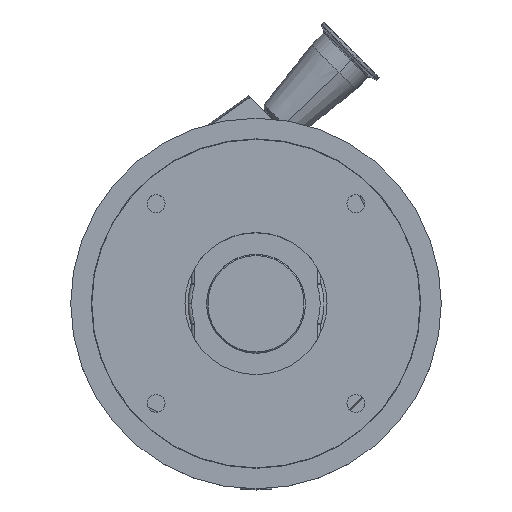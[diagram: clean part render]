
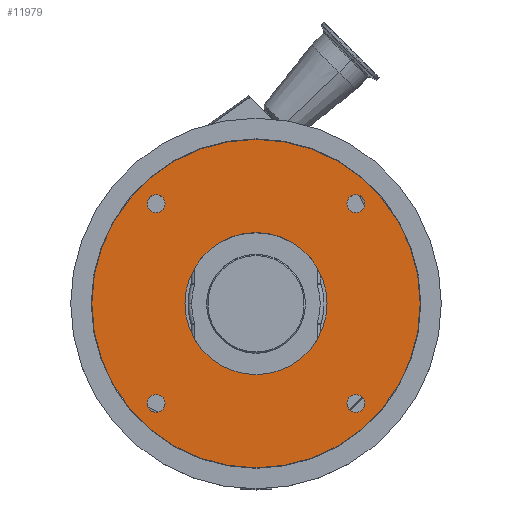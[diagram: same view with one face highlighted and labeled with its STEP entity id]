
A CAD part, top view. The second image highlights one B-rep face of the part: STEP entity #11979.
In plain terms, the highlighted planar face has unit normal (0, 0, 1).
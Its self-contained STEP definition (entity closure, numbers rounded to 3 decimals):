
#59 = EDGE_CURVE ( 'NONE', #104, #234, #8456, .T. ) ;
#92 = EDGE_CURVE ( 'NONE', #448, #1169, #5975, .T. ) ;
#104 = VERTEX_POINT ( 'NONE', #4066 ) ;
#157 = CARTESIAN_POINT ( 'NONE',  ( -80.822, -80.822, -9. ) ) ;
#234 = VERTEX_POINT ( 'NONE', #6561 ) ;
#422 = ORIENTED_EDGE ( 'NONE', *, *, #2637, .F. ) ;
#433 = DIRECTION ( 'NONE',  ( 0., 0., 1. ) ) ;
#448 = VERTEX_POINT ( 'NONE', #2069 ) ;
#635 = ORIENTED_EDGE ( 'NONE', *, *, #1817, .T. ) ;
#663 = DIRECTION ( 'NONE',  ( 1., 0., 0. ) ) ;
#749 = AXIS2_PLACEMENT_3D ( 'NONE', #9549, #5521, #663 ) ;
#846 = FACE_OUTER_BOUND ( 'NONE', #12266, .T. ) ;
#1064 = ORIENTED_EDGE ( 'NONE', *, *, #92, .F. ) ;
#1080 = CIRCLE ( 'NONE', #9983, 132.95 ) ;
#1085 = CIRCLE ( 'NONE', #6057, 7.25 ) ;
#1151 = CARTESIAN_POINT ( 'NONE',  ( 0., 0., -9. ) ) ;
#1169 = VERTEX_POINT ( 'NONE', #5394 ) ;
#1578 = FACE_BOUND ( 'NONE', #10482, .T. ) ;
#1817 = EDGE_CURVE ( 'NONE', #10122, #6460, #12181, .T. ) ;
#1826 = FACE_BOUND ( 'NONE', #11802, .T. ) ;
#1830 = DIRECTION ( 'NONE',  ( 1., 0., 0. ) ) ;
#1836 = AXIS2_PLACEMENT_3D ( 'NONE', #6727, #11579, #5620 ) ;
#2019 = DIRECTION ( 'NONE',  ( 0., 0., 1. ) ) ;
#2069 = CARTESIAN_POINT ( 'NONE',  ( -73.572, 80.822, -9. ) ) ;
#2265 = DIRECTION ( 'NONE',  ( 1., 0., 0. ) ) ;
#2402 = ORIENTED_EDGE ( 'NONE', *, *, #9932, .F. ) ;
#2531 = CARTESIAN_POINT ( 'NONE',  ( -80.822, 80.822, -9. ) ) ;
#2602 = CIRCLE ( 'NONE', #7980, 7.25 ) ;
#2637 = EDGE_CURVE ( 'NONE', #234, #104, #5393, .T. ) ;
#2872 = CARTESIAN_POINT ( 'NONE',  ( 0., 0., -9. ) ) ;
#2995 = CIRCLE ( 'NONE', #10827, 7.25 ) ;
#2998 = VERTEX_POINT ( 'NONE', #6412 ) ;
#3017 = ORIENTED_EDGE ( 'NONE', *, *, #8240, .F. ) ;
#3125 = DIRECTION ( 'NONE',  ( 1., 0., 0. ) ) ;
#3154 = ORIENTED_EDGE ( 'NONE', *, *, #7514, .F. ) ;
#3212 = DIRECTION ( 'NONE',  ( 1., 0., 0. ) ) ;
#3258 = CARTESIAN_POINT ( 'NONE',  ( -88.072, -80.822, -9. ) ) ;
#3458 = FACE_BOUND ( 'NONE', #6475, .T. ) ;
#3510 = CARTESIAN_POINT ( 'NONE',  ( 80.822, -80.822, -9. ) ) ;
#3617 = CIRCLE ( 'NONE', #4244, 7.25 ) ;
#3634 = AXIS2_PLACEMENT_3D ( 'NONE', #5000, #2019, #5967 ) ;
#3709 = CARTESIAN_POINT ( 'NONE',  ( -73.572, -80.822, -9. ) ) ;
#3713 = DIRECTION ( 'NONE',  ( 0., 0., 1. ) ) ;
#3855 = EDGE_CURVE ( 'NONE', #6460, #10122, #1080, .T. ) ;
#4066 = CARTESIAN_POINT ( 'NONE',  ( 57.5, 0., -9. ) ) ;
#4080 = DIRECTION ( 'NONE',  ( 1., 0., 0. ) ) ;
#4244 = AXIS2_PLACEMENT_3D ( 'NONE', #8951, #11977, #1830 ) ;
#4435 = DIRECTION ( 'NONE',  ( 0., 0., 1. ) ) ;
#4541 = VERTEX_POINT ( 'NONE', #6715 ) ;
#4560 = CARTESIAN_POINT ( 'NONE',  ( 0., 0., -9. ) ) ;
#4593 = DIRECTION ( 'NONE',  ( 0., 0., 1. ) ) ;
#4808 = PLANE ( 'NONE',  #7839 ) ;
#5000 = CARTESIAN_POINT ( 'NONE',  ( 80.822, -80.822, -9. ) ) ;
#5146 = AXIS2_PLACEMENT_3D ( 'NONE', #2531, #4593, #8545 ) ;
#5164 = AXIS2_PLACEMENT_3D ( 'NONE', #6024, #7132, #4080 ) ;
#5210 = EDGE_CURVE ( 'NONE', #10953, #10739, #1085, .T. ) ;
#5393 = CIRCLE ( 'NONE', #7058, 57.5 ) ;
#5394 = CARTESIAN_POINT ( 'NONE',  ( -88.072, 80.822, -9. ) ) ;
#5433 = ORIENTED_EDGE ( 'NONE', *, *, #5210, .F. ) ;
#5521 = DIRECTION ( 'NONE',  ( 0., 0., 1. ) ) ;
#5620 = DIRECTION ( 'NONE',  ( 1., 0., 0. ) ) ;
#5803 = VERTEX_POINT ( 'NONE', #3709 ) ;
#5967 = DIRECTION ( 'NONE',  ( 1., 0., 0. ) ) ;
#5975 = CIRCLE ( 'NONE', #5146, 7.25 ) ;
#6024 = CARTESIAN_POINT ( 'NONE',  ( 0., 0., -9. ) ) ;
#6057 = AXIS2_PLACEMENT_3D ( 'NONE', #6937, #10880, #3125 ) ;
#6328 = CIRCLE ( 'NONE', #3634, 7.25 ) ;
#6412 = CARTESIAN_POINT ( 'NONE',  ( 88.072, -80.822, -9. ) ) ;
#6460 = VERTEX_POINT ( 'NONE', #6898 ) ;
#6475 = EDGE_LOOP ( 'NONE', ( #12741, #8829 ) ) ;
#6553 = EDGE_CURVE ( 'NONE', #10739, #10953, #2995, .T. ) ;
#6561 = CARTESIAN_POINT ( 'NONE',  ( -57.5, 0., -9. ) ) ;
#6715 = CARTESIAN_POINT ( 'NONE',  ( 73.572, -80.822, -9. ) ) ;
#6727 = CARTESIAN_POINT ( 'NONE',  ( 0., 0., -9. ) ) ;
#6791 = ORIENTED_EDGE ( 'NONE', *, *, #59, .F. ) ;
#6898 = CARTESIAN_POINT ( 'NONE',  ( -132.95, 0., -9. ) ) ;
#6937 = CARTESIAN_POINT ( 'NONE',  ( 80.822, 80.822, -9. ) ) ;
#7058 = AXIS2_PLACEMENT_3D ( 'NONE', #4560, #3713, #12541 ) ;
#7132 = DIRECTION ( 'NONE',  ( 0., 0., 1. ) ) ;
#7174 = CIRCLE ( 'NONE', #749, 7.25 ) ;
#7178 = EDGE_CURVE ( 'NONE', #11248, #5803, #3617, .T. ) ;
#7440 = CARTESIAN_POINT ( 'NONE',  ( 132.95, 0., -9. ) ) ;
#7514 = EDGE_CURVE ( 'NONE', #4541, #2998, #8183, .T. ) ;
#7521 = CARTESIAN_POINT ( 'NONE',  ( 73.572, 80.822, -9. ) ) ;
#7839 = AXIS2_PLACEMENT_3D ( 'NONE', #2872, #11418, #7856 ) ;
#7856 = DIRECTION ( 'NONE',  ( 1., 0., 0. ) ) ;
#7980 = AXIS2_PLACEMENT_3D ( 'NONE', #157, #10074, #8075 ) ;
#8075 = DIRECTION ( 'NONE',  ( 1., 0., 0. ) ) ;
#8183 = CIRCLE ( 'NONE', #9841, 7.25 ) ;
#8186 = DIRECTION ( 'NONE',  ( 1., 0., 0. ) ) ;
#8240 = EDGE_CURVE ( 'NONE', #1169, #448, #7174, .T. ) ;
#8456 = CIRCLE ( 'NONE', #1836, 57.5 ) ;
#8545 = DIRECTION ( 'NONE',  ( 1., 0., 0. ) ) ;
#8618 = ORIENTED_EDGE ( 'NONE', *, *, #6553, .F. ) ;
#8829 = ORIENTED_EDGE ( 'NONE', *, *, #7178, .F. ) ;
#8951 = CARTESIAN_POINT ( 'NONE',  ( -80.822, -80.822, -9. ) ) ;
#9359 = FACE_BOUND ( 'NONE', #10344, .T. ) ;
#9549 = CARTESIAN_POINT ( 'NONE',  ( -80.822, 80.822, -9. ) ) ;
#9637 = EDGE_CURVE ( 'NONE', #5803, #11248, #2602, .T. ) ;
#9841 = AXIS2_PLACEMENT_3D ( 'NONE', #3510, #4435, #8186 ) ;
#9889 = CARTESIAN_POINT ( 'NONE',  ( 80.822, 80.822, -9. ) ) ;
#9932 = EDGE_CURVE ( 'NONE', #2998, #4541, #6328, .T. ) ;
#9983 = AXIS2_PLACEMENT_3D ( 'NONE', #1151, #433, #2265 ) ;
#10074 = DIRECTION ( 'NONE',  ( 0., 0., 1. ) ) ;
#10122 = VERTEX_POINT ( 'NONE', #7440 ) ;
#10344 = EDGE_LOOP ( 'NONE', ( #5433, #8618 ) ) ;
#10482 = EDGE_LOOP ( 'NONE', ( #1064, #3017 ) ) ;
#10739 = VERTEX_POINT ( 'NONE', #7521 ) ;
#10827 = AXIS2_PLACEMENT_3D ( 'NONE', #9889, #11935, #3212 ) ;
#10880 = DIRECTION ( 'NONE',  ( 0., 0., 1. ) ) ;
#10953 = VERTEX_POINT ( 'NONE', #12768 ) ;
#11032 = EDGE_LOOP ( 'NONE', ( #2402, #3154 ) ) ;
#11248 = VERTEX_POINT ( 'NONE', #3258 ) ;
#11418 = DIRECTION ( 'NONE',  ( 0., 0., 1. ) ) ;
#11579 = DIRECTION ( 'NONE',  ( 0., 0., 1. ) ) ;
#11720 = FACE_BOUND ( 'NONE', #11032, .T. ) ;
#11802 = EDGE_LOOP ( 'NONE', ( #6791, #422 ) ) ;
#11935 = DIRECTION ( 'NONE',  ( 0., 0., 1. ) ) ;
#11977 = DIRECTION ( 'NONE',  ( 0., 0., 1. ) ) ;
#11979 = ADVANCED_FACE ( 'NONE', ( #846, #1578, #3458, #11720, #9359, #1826 ), #4808, .T. ) ;
#12181 = CIRCLE ( 'NONE', #5164, 132.95 ) ;
#12266 = EDGE_LOOP ( 'NONE', ( #635, #12539 ) ) ;
#12539 = ORIENTED_EDGE ( 'NONE', *, *, #3855, .T. ) ;
#12541 = DIRECTION ( 'NONE',  ( 1., 0., 0. ) ) ;
#12741 = ORIENTED_EDGE ( 'NONE', *, *, #9637, .F. ) ;
#12768 = CARTESIAN_POINT ( 'NONE',  ( 88.072, 80.822, -9. ) ) ;
